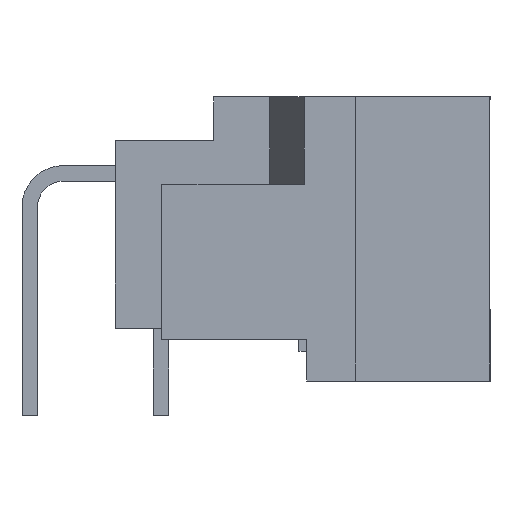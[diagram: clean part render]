
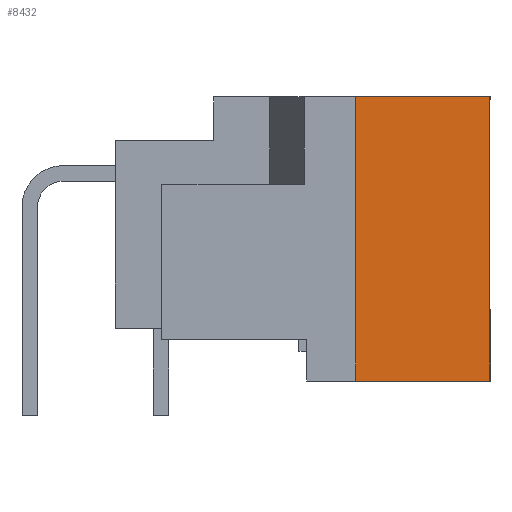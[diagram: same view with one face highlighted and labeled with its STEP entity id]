
A CAD part, front view. The second image highlights one B-rep face of the part: STEP entity #8432.
In plain terms, the highlighted planar face has unit normal (0, -1, 0).
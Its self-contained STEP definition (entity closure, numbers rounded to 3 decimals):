
#4903=CARTESIAN_POINT('',(7.54,-83.12,9.375));
#4904=VERTEX_POINT('',#4903);
#4911=CARTESIAN_POINT('',(12.74,-83.12,9.375));
#4912=VERTEX_POINT('',#4911);
#4913=CARTESIAN_POINT('',(7.54,-83.12,9.375));
#4914=DIRECTION('',(1.0,0.0,0.0));
#4915=VECTOR('',#4914,5.2);
#4916=LINE('',#4913,#4915);
#4917=EDGE_CURVE('',#4904,#4912,#4916,.T.);
#8343=CARTESIAN_POINT('',(7.54,-83.12,-1.625));
#8344=VERTEX_POINT('',#8343);
#8377=CARTESIAN_POINT('',(12.74,-83.12,-1.625));
#8378=VERTEX_POINT('',#8377);
#8385=CARTESIAN_POINT('',(12.74,-83.12,-1.625));
#8386=DIRECTION('',(-1.0,0.0,0.0));
#8387=VECTOR('',#8386,5.2);
#8388=LINE('',#8385,#8387);
#8389=EDGE_CURVE('',#8378,#8344,#8388,.T.);
#8399=CARTESIAN_POINT('',(7.54,-83.12,9.375));
#8400=DIRECTION('',(0.0,0.0,-1.0));
#8401=VECTOR('',#8400,11.0);
#8402=LINE('',#8399,#8401);
#8403=EDGE_CURVE('',#4904,#8344,#8402,.T.);
#8416=CARTESIAN_POINT('',(9.19,-83.12,2.625));
#8417=DIRECTION('',(0.0,1.0,0.0));
#8418=DIRECTION('',(1.0,0.0,0.0));
#8419=AXIS2_PLACEMENT_3D('',#8416,#8417,#8418);
#8420=PLANE('',#8419);
#8421=ORIENTED_EDGE('',*,*,#8403,.T.);
#8422=ORIENTED_EDGE('',*,*,#8389,.F.);
#8423=CARTESIAN_POINT('',(12.74,-83.12,-1.625));
#8424=DIRECTION('',(0.0,0.0,1.0));
#8425=VECTOR('',#8424,11.0);
#8426=LINE('',#8423,#8425);
#8427=EDGE_CURVE('',#8378,#4912,#8426,.T.);
#8428=ORIENTED_EDGE('',*,*,#8427,.T.);
#8429=ORIENTED_EDGE('',*,*,#4917,.F.);
#8430=EDGE_LOOP('',(#8421,#8422,#8428,#8429));
#8431=FACE_OUTER_BOUND('',#8430,.T.);
#8432=ADVANCED_FACE('',(#8431),#8420,.F.);
